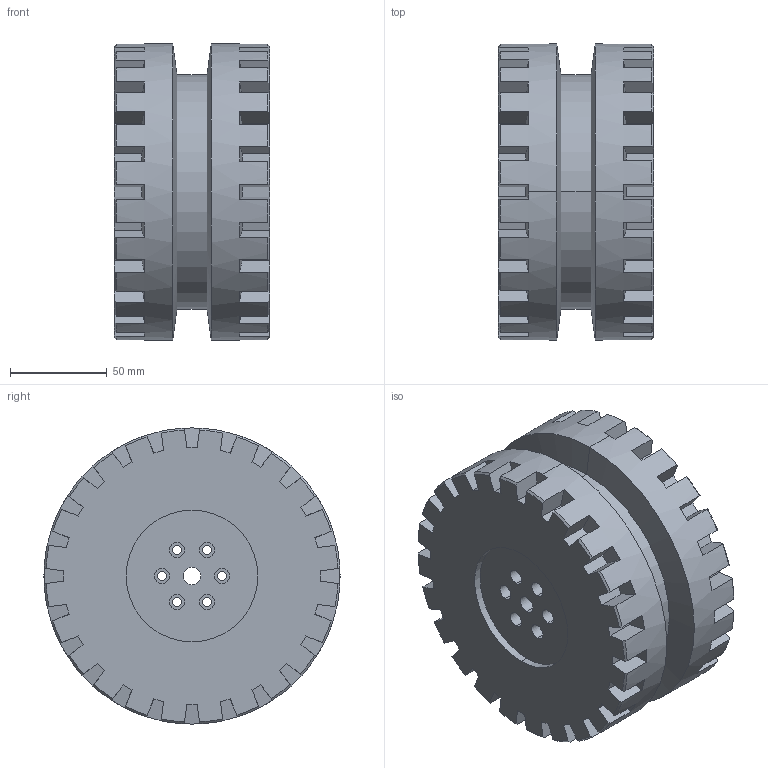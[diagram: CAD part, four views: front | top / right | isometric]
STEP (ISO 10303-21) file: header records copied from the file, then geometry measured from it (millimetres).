
FILE_DESCRIPTION (( 'STEP AP203' ), '1' );
FILE_NAME ('SoporteGiroCorreaV13_Predeterminado_sldprt.STEP', '2023-10-28T09:53:56', ( '' ), ( '' ), 'SwSTEP 2.0', 'SolidWorks 2022', '' );
FILE_SCHEMA (( 'CONFIG_CONTROL_DESIGN' ));
Length unit declared in the file: millimetre
Products named in the file (1): SoporteGiroCorreaV13_Predeterminado_sldprt
Bounding box: 80 x 152.79 x 152.79 mm (x, y, z)
Volume: 781512 mm3; surface area: 119252 mm2
Topology: 1 solids, 1 shells, 300 faces, 856 edges, 568 vertices
Faces by surface type: plane 210, cone 52, cylinder 38
Entity records: 9925 total; most frequent: CARTESIAN_POINT 2169, ORIENTED_EDGE 1712, DIRECTION 1478, EDGE_CURVE 856, VERTEX_POINT 568, VECTOR 540, LINE 540, AXIS2_PLACEMENT_3D 469
